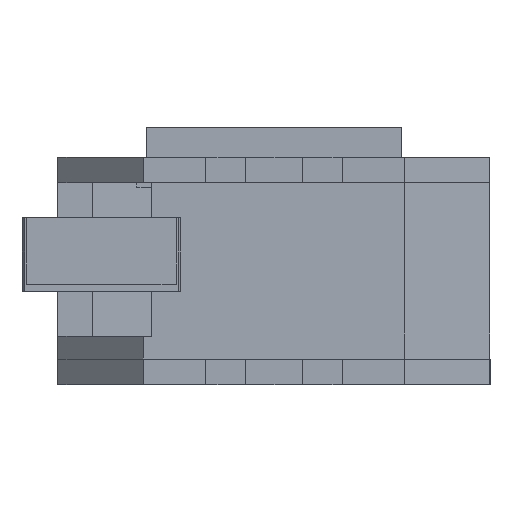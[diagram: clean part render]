
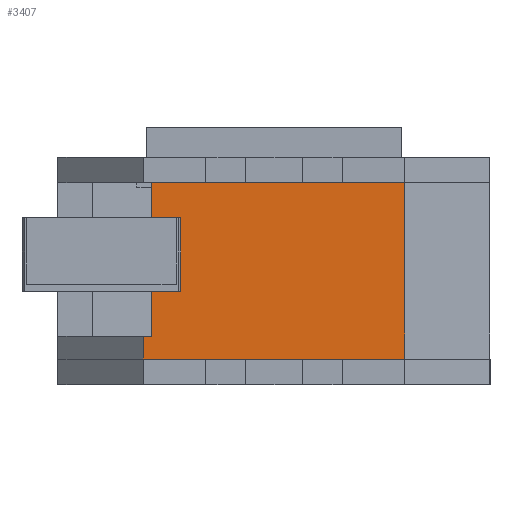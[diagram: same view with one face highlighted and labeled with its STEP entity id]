
A CAD part, left-side view. The second image highlights one B-rep face of the part: STEP entity #3407.
In plain terms, the highlighted planar face has unit normal (-1, 0, 0).
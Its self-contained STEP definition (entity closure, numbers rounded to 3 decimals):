
#79 = LINE ( 'NONE', #3423, #2655 ) ;
#258 = EDGE_CURVE ( 'NONE', #1924, #429, #1572, .T. ) ;
#417 = VECTOR ( 'NONE', #5347, 1000. ) ;
#429 = VERTEX_POINT ( 'NONE', #2642 ) ;
#501 = FACE_OUTER_BOUND ( 'NONE', #660, .T. ) ;
#564 = DIRECTION ( 'NONE',  ( 0., 0., -1. ) ) ;
#643 = ORIENTED_EDGE ( 'NONE', *, *, #258, .F. ) ;
#660 = EDGE_LOOP ( 'NONE', ( #2821, #2663, #2480, #2093, #643, #1125 ) ) ;
#858 = DIRECTION ( 'NONE',  ( 0., 0., -1. ) ) ;
#1125 = ORIENTED_EDGE ( 'NONE', *, *, #4881, .F. ) ;
#1572 = LINE ( 'NONE', #2555, #4127 ) ;
#1685 = CARTESIAN_POINT ( 'NONE',  ( -82.5, 21.499, 31. ) ) ;
#1780 = DIRECTION ( 'NONE',  ( 0., -1., 0. ) ) ;
#1873 = CARTESIAN_POINT ( 'NONE',  ( -82.5, -23., 0. ) ) ;
#1893 = PLANE ( 'NONE',  #2171 ) ;
#1896 = EDGE_CURVE ( 'NONE', #3441, #5232, #3550, .T. ) ;
#1924 = VERTEX_POINT ( 'NONE', #2611 ) ;
#2018 = VERTEX_POINT ( 'NONE', #4188 ) ;
#2093 = ORIENTED_EDGE ( 'NONE', *, *, #2682, .T. ) ;
#2150 = CARTESIAN_POINT ( 'NONE',  ( -82.5, 21.499, 4. ) ) ;
#2171 = AXIS2_PLACEMENT_3D ( 'NONE', #3280, #5165, #564 ) ;
#2256 = LINE ( 'NONE', #5589, #5343 ) ;
#2480 = ORIENTED_EDGE ( 'NONE', *, *, #6034, .T. ) ;
#2555 = CARTESIAN_POINT ( 'NONE',  ( -82.5, -23., 31. ) ) ;
#2611 = CARTESIAN_POINT ( 'NONE',  ( -82.5, -23., 31. ) ) ;
#2642 = CARTESIAN_POINT ( 'NONE',  ( -82.5, -23., 0. ) ) ;
#2655 = VECTOR ( 'NONE', #5246, 1000. ) ;
#2663 = ORIENTED_EDGE ( 'NONE', *, *, #5746, .T. ) ;
#2682 = EDGE_CURVE ( 'NONE', #2018, #429, #3197, .T. ) ;
#2821 = ORIENTED_EDGE ( 'NONE', *, *, #1896, .F. ) ;
#3197 = LINE ( 'NONE', #1873, #3392 ) ;
#3280 = CARTESIAN_POINT ( 'NONE',  ( -82.5, -23., 31. ) ) ;
#3392 = VECTOR ( 'NONE', #1780, 1000. ) ;
#3407 = ADVANCED_FACE ( 'NONE', ( #501 ), #1893, .F. ) ;
#3423 = CARTESIAN_POINT ( 'NONE',  ( -82.5, -23., 31. ) ) ;
#3441 = VERTEX_POINT ( 'NONE', #2150 ) ;
#3550 = LINE ( 'NONE', #5872, #417 ) ;
#4127 = VECTOR ( 'NONE', #4429, 1000. ) ;
#4129 = LINE ( 'NONE', #5554, #5053 ) ;
#4188 = CARTESIAN_POINT ( 'NONE',  ( -82.5, 23., 0. ) ) ;
#4429 = DIRECTION ( 'NONE',  ( 0., 0., -1. ) ) ;
#4628 = DIRECTION ( 'NONE',  ( 0., 1., 0. ) ) ;
#4881 = EDGE_CURVE ( 'NONE', #5232, #1924, #79, .T. ) ;
#5053 = VECTOR ( 'NONE', #858, 1000. ) ;
#5165 = DIRECTION ( 'NONE',  ( 1., 0., 0. ) ) ;
#5232 = VERTEX_POINT ( 'NONE', #1685 ) ;
#5244 = VERTEX_POINT ( 'NONE', #5811 ) ;
#5246 = DIRECTION ( 'NONE',  ( 0., -1., 0. ) ) ;
#5343 = VECTOR ( 'NONE', #4628, 1000. ) ;
#5347 = DIRECTION ( 'NONE',  ( 0., 0., 1. ) ) ;
#5554 = CARTESIAN_POINT ( 'NONE',  ( -82.5, 23., 31. ) ) ;
#5589 = CARTESIAN_POINT ( 'NONE',  ( -82.5, -23., 4. ) ) ;
#5746 = EDGE_CURVE ( 'NONE', #3441, #5244, #2256, .T. ) ;
#5811 = CARTESIAN_POINT ( 'NONE',  ( -82.5, 23., 4. ) ) ;
#5872 = CARTESIAN_POINT ( 'NONE',  ( -82.5, 21.499, 31. ) ) ;
#6034 = EDGE_CURVE ( 'NONE', #5244, #2018, #4129, .T. ) ;
